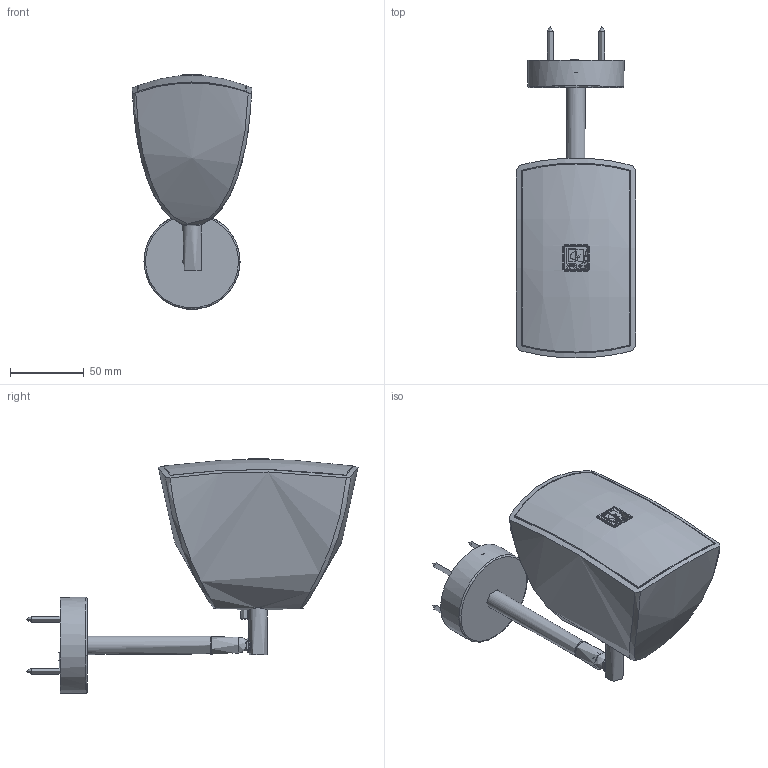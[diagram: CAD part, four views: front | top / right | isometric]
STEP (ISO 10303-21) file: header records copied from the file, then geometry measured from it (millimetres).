
FILE_DESCRIPTION(/* description */ (''),/* implementation_level */ '2;1');
FILE_NAME(/* name */ 'AUDAC-ATEO2S.stp',/* time_stamp */ '2021-02-23T14:02:06+01:00',/* author */ ('kamiel'),/* organization */ (''),/* preprocessor_version */ 'ST-DEVELOPER v18.1',/* originating_system */ 'Autodesk Inventor 2021',/* authorisation */ '');
FILE_SCHEMA (('AUTOMOTIVE_DESIGN { 1 0 10303 214 3 1 1 }'));
Length unit declared in the file: millimetre
Products named in the file (1): AUDAC-ATEO2S
Bounding box: 80.77 x 224.5 x 158.59 mm (x, y, z)
Volume: 783016.7 mm3; surface area: 67463.9 mm2
Topology: 2 solids, 6 shells, 371 faces, 974 edges, 617 vertices
Faces by surface type: plane 139, bspline 105, cylinder 85, cone 15, torus 15, sphere 12
Full cylindrical faces by diameter (mm): 1.8 x1, 4.2 x4, 4.8 x1, 6.29 x1, 6.5 x1, 9.824 x1, 11.715 x1, 12.5 x3, 12.6 x1, 13.5 x1, 65 x1
Entity records: 18368 total; most frequent: CARTESIAN_POINT 9553, ORIENTED_EDGE 1940, DIRECTION 1456, EDGE_CURVE 970, VERTEX_POINT 617, AXIS2_PLACEMENT_3D 522, LINE 412, VECTOR 412
